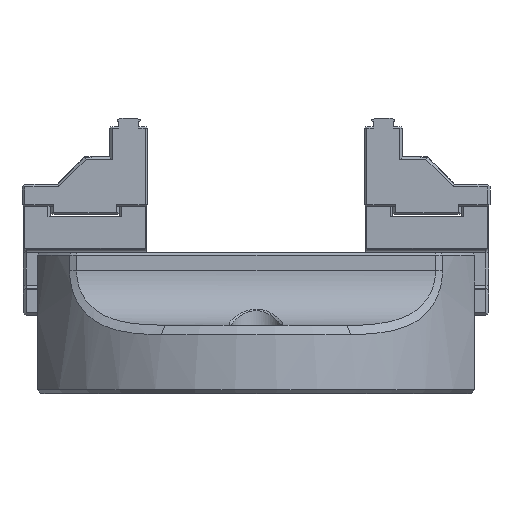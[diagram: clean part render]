
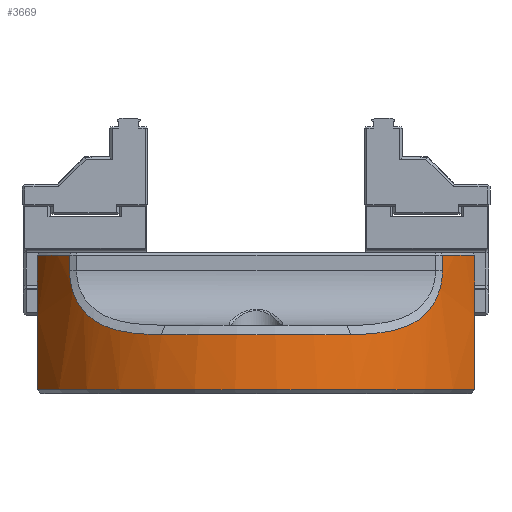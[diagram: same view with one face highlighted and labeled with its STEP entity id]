
A CAD part, front view. The second image highlights one B-rep face of the part: STEP entity #3669.
In plain terms, the highlighted cylindrical face has radius 90 mm (diameter 180 mm), a partial arc.
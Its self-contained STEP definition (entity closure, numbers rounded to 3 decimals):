
#1114=CYLINDRICAL_SURFACE('',#25776,90.);
#1783=B_SPLINE_CURVE_WITH_KNOTS('',3,(#45624,#45625,#45626,#45627,#45628,
#45629,#45630,#45631,#45632,#45633,#45634,#45635,#45636,#45637,#45638,#45639),
 .UNSPECIFIED.,.F.,.F.,(4,2,2,2,2,2,2,4),(0.,0.25,0.375,0.5,0.625,0.75,0.875,
1.),.UNSPECIFIED.);
#1784=B_SPLINE_CURVE_WITH_KNOTS('',3,(#45643,#45644,#45645,#45646,#45647,
#45648,#45649,#45650,#45651,#45652,#45653,#45654,#45655,#45656),.UNSPECIFIED.,
 .F.,.F.,(4,2,2,2,2,2,4),(0.,0.125,0.25,0.375,0.5,0.75,1.),.UNSPECIFIED.);
#2466=CIRCLE('',#25768,90.);
#2467=CIRCLE('',#25769,90.);
#2468=CIRCLE('',#25770,90.);
#2469=CIRCLE('',#25771,90.);
#2470=CIRCLE('',#25772,90.);
#2471=CIRCLE('',#25773,90.);
#2472=CIRCLE('',#25774,90.);
#2473=CIRCLE('',#25775,90.);
#3669=ADVANCED_FACE('',(#5652),#1114,.T.);
#5652=FACE_OUTER_BOUND('',#6981,.T.);
#6981=EDGE_LOOP('',(#13186,#13187,#13188,#13189,#13190,#13191,#13192,#13193,
#13194,#13195,#13196,#13197,#13198,#13199,#13200,#13201,#13202,#13203));
#13186=ORIENTED_EDGE('',*,*,#19530,.T.);
#13187=ORIENTED_EDGE('',*,*,#19603,.T.);
#13188=ORIENTED_EDGE('',*,*,#19604,.T.);
#13189=ORIENTED_EDGE('',*,*,#19605,.T.);
#13190=ORIENTED_EDGE('',*,*,#19570,.T.);
#13191=ORIENTED_EDGE('',*,*,#19606,.F.);
#13192=ORIENTED_EDGE('',*,*,#19607,.F.);
#13193=ORIENTED_EDGE('',*,*,#19608,.F.);
#13194=ORIENTED_EDGE('',*,*,#19609,.F.);
#13195=ORIENTED_EDGE('',*,*,#19610,.F.);
#13196=ORIENTED_EDGE('',*,*,#19611,.F.);
#13197=ORIENTED_EDGE('',*,*,#19612,.F.);
#13198=ORIENTED_EDGE('',*,*,#19516,.T.);
#13199=ORIENTED_EDGE('',*,*,#19613,.T.);
#13200=ORIENTED_EDGE('',*,*,#19614,.T.);
#13201=ORIENTED_EDGE('',*,*,#19615,.T.);
#13202=ORIENTED_EDGE('',*,*,#19521,.T.);
#13203=ORIENTED_EDGE('',*,*,#19616,.T.);
#16214=VERTEX_POINT('',#45433);
#16216=VERTEX_POINT('',#45436);
#16220=VERTEX_POINT('',#45446);
#16221=VERTEX_POINT('',#45447);
#16228=VERTEX_POINT('',#45463);
#16230=VERTEX_POINT('',#45466);
#16266=VERTEX_POINT('',#45547);
#16267=VERTEX_POINT('',#45548);
#16298=VERTEX_POINT('',#45616);
#16299=VERTEX_POINT('',#45618);
#16300=VERTEX_POINT('',#45621);
#16301=VERTEX_POINT('',#45623);
#16302=VERTEX_POINT('',#45640);
#16303=VERTEX_POINT('',#45642);
#16304=VERTEX_POINT('',#45657);
#16305=VERTEX_POINT('',#45659);
#16306=VERTEX_POINT('',#45662);
#16307=VERTEX_POINT('',#45664);
#19516=EDGE_CURVE('',#16216,#16214,#21724,.T.);
#19521=EDGE_CURVE('',#16220,#16221,#21729,.T.);
#19530=EDGE_CURVE('',#16230,#16228,#21736,.T.);
#19570=EDGE_CURVE('',#16266,#16267,#21770,.T.);
#19603=EDGE_CURVE('',#16228,#16298,#2466,.T.);
#19604=EDGE_CURVE('',#16298,#16299,#21787,.T.);
#19605=EDGE_CURVE('',#16299,#16266,#2467,.T.);
#19606=EDGE_CURVE('',#16300,#16267,#2468,.T.);
#19607=EDGE_CURVE('',#16301,#16300,#21788,.T.);
#19608=EDGE_CURVE('',#16302,#16301,#1783,.T.);
#19609=EDGE_CURVE('',#16303,#16302,#2469,.T.);
#19610=EDGE_CURVE('',#16304,#16303,#1784,.T.);
#19611=EDGE_CURVE('',#16305,#16304,#21789,.T.);
#19612=EDGE_CURVE('',#16216,#16305,#2470,.T.);
#19613=EDGE_CURVE('',#16214,#16306,#2471,.T.);
#19614=EDGE_CURVE('',#16306,#16307,#21790,.T.);
#19615=EDGE_CURVE('',#16307,#16220,#2472,.T.);
#19616=EDGE_CURVE('',#16221,#16230,#2473,.T.);
#21724=LINE('',#45435,#23684);
#21729=LINE('',#45445,#23689);
#21736=LINE('',#45465,#23696);
#21770=LINE('',#45546,#23730);
#21787=LINE('',#45617,#23747);
#21788=LINE('',#45622,#23748);
#21789=LINE('',#45658,#23749);
#21790=LINE('',#45663,#23750);
#23684=VECTOR('',#31174,1.);
#23689=VECTOR('',#31181,1.);
#23696=VECTOR('',#31194,1.);
#23730=VECTOR('',#31250,1.);
#23747=VECTOR('',#31309,1.);
#23748=VECTOR('',#31314,1.);
#23749=VECTOR('',#31317,1.);
#23750=VECTOR('',#31322,1.);
#25768=AXIS2_PLACEMENT_3D('',#45615,#31307,#31308);
#25769=AXIS2_PLACEMENT_3D('',#45619,#31310,#31311);
#25770=AXIS2_PLACEMENT_3D('',#45620,#31312,#31313);
#25771=AXIS2_PLACEMENT_3D('',#45641,#31315,#31316);
#25772=AXIS2_PLACEMENT_3D('',#45660,#31318,#31319);
#25773=AXIS2_PLACEMENT_3D('',#45661,#31320,#31321);
#25774=AXIS2_PLACEMENT_3D('',#45665,#31323,#31324);
#25775=AXIS2_PLACEMENT_3D('',#45666,#31325,#31326);
#25776=AXIS2_PLACEMENT_3D('',#45667,#31327,#31328);
#31174=DIRECTION('',(0.,0.,-1.));
#31181=DIRECTION('',(0.,0.,-1.));
#31194=DIRECTION('',(0.,0.,1.));
#31250=DIRECTION('',(0.,0.,1.));
#31307=DIRECTION('',(0.,0.,-1.));
#31308=DIRECTION('',(-1.,0.,0.));
#31309=DIRECTION('',(0.,0.,1.));
#31310=DIRECTION('',(0.,0.,1.));
#31311=DIRECTION('',(0.,-1.,0.));
#31312=DIRECTION('',(0.,0.,1.));
#31313=DIRECTION('',(-1.,0.,0.));
#31314=DIRECTION('',(0.,0.,1.));
#31315=DIRECTION('',(0.,0.,1.));
#31316=DIRECTION('',(-1.,0.,0.));
#31317=DIRECTION('',(0.,0.,-1.));
#31318=DIRECTION('',(0.,0.,1.));
#31319=DIRECTION('',(-1.,0.,0.));
#31320=DIRECTION('',(0.,0.,1.));
#31321=DIRECTION('',(0.,-1.,0.));
#31322=DIRECTION('',(0.,0.,-1.));
#31323=DIRECTION('',(0.,0.,-1.));
#31324=DIRECTION('',(-1.,0.,0.));
#31325=DIRECTION('',(0.,0.,1.));
#31326=DIRECTION('',(-1.,0.,0.));
#31327=DIRECTION('',(0.,0.,1.));
#31328=DIRECTION('',(1.,0.,0.));
#45433=CARTESIAN_POINT('',(20.,408.769,102.5));
#45435=CARTESIAN_POINT('',(20.,408.769,89.45));
#45436=CARTESIAN_POINT('',(20.,408.769,114.5));
#45445=CARTESIAN_POINT('',(20.,408.769,89.45));
#45446=CARTESIAN_POINT('',(20.,408.769,92.5));
#45447=CARTESIAN_POINT('',(20.,408.769,65.4));
#45463=CARTESIAN_POINT('',(180.,408.769,92.5));
#45465=CARTESIAN_POINT('',(180.,408.769,89.45));
#45466=CARTESIAN_POINT('',(180.,408.769,65.4));
#45546=CARTESIAN_POINT('',(180.,408.769,89.45));
#45547=CARTESIAN_POINT('',(180.,408.769,102.5));
#45548=CARTESIAN_POINT('',(180.,408.769,114.5));
#45615=CARTESIAN_POINT('',(100.,450.,92.5));
#45616=CARTESIAN_POINT('',(179.737,408.263,92.5));
#45617=CARTESIAN_POINT('',(179.737,408.263,97.75));
#45618=CARTESIAN_POINT('',(179.737,408.263,102.5));
#45619=CARTESIAN_POINT('',(100.,450.,102.5));
#45620=CARTESIAN_POINT('',(100.,450.,114.5));
#45621=CARTESIAN_POINT('',(168.103,391.161,114.5));
#45622=CARTESIAN_POINT('',(168.103,391.161,53.9));
#45623=CARTESIAN_POINT('',(168.103,391.161,108.9));
#45624=CARTESIAN_POINT('',(134.568,366.903,85.546));
#45625=CARTESIAN_POINT('',(138.706,368.623,85.547));
#45626=CARTESIAN_POINT('',(142.742,370.676,85.719));
#45627=CARTESIAN_POINT('',(148.394,374.086,86.565));
#45628=CARTESIAN_POINT('',(150.228,375.289,86.947));
#45629=CARTESIAN_POINT('',(153.763,377.79,87.988));
#45630=CARTESIAN_POINT('',(155.482,379.106,88.659));
#45631=CARTESIAN_POINT('',(158.655,381.708,90.339));
#45632=CARTESIAN_POINT('',(160.131,383.01,91.35));
#45633=CARTESIAN_POINT('',(162.836,385.54,93.849));
#45634=CARTESIAN_POINT('',(164.015,386.721,95.29));
#45635=CARTESIAN_POINT('',(166.004,388.799,98.659));
#45636=CARTESIAN_POINT('',(166.773,389.65,100.513));
#45637=CARTESIAN_POINT('',(167.835,390.848,104.598));
#45638=CARTESIAN_POINT('',(168.101,391.16,106.716));
#45639=CARTESIAN_POINT('',(168.103,391.161,108.9));
#45640=CARTESIAN_POINT('',(134.568,366.903,85.546));
#45641=CARTESIAN_POINT('',(100.,450.,85.546));
#45642=CARTESIAN_POINT('',(65.432,366.903,85.546));
#45643=CARTESIAN_POINT('',(31.897,391.161,108.9));
#45644=CARTESIAN_POINT('',(31.899,391.16,106.699));
#45645=CARTESIAN_POINT('',(32.167,390.845,104.588));
#45646=CARTESIAN_POINT('',(33.225,389.653,100.521));
#45647=CARTESIAN_POINT('',(34.003,388.793,98.647));
#45648=CARTESIAN_POINT('',(35.981,386.726,95.298));
#45649=CARTESIAN_POINT('',(37.181,385.525,93.835));
#45650=CARTESIAN_POINT('',(39.845,383.032,91.371));
#45651=CARTESIAN_POINT('',(41.357,381.697,90.33));
#45652=CARTESIAN_POINT('',(46.138,377.779,87.807));
#45653=CARTESIAN_POINT('',(49.767,375.191,86.834));
#45654=CARTESIAN_POINT('',(57.315,370.646,85.716));
#45655=CARTESIAN_POINT('',(61.287,368.628,85.548));
#45656=CARTESIAN_POINT('',(65.432,366.903,85.546));
#45657=CARTESIAN_POINT('',(31.897,391.161,108.9));
#45658=CARTESIAN_POINT('',(31.897,391.161,53.9));
#45659=CARTESIAN_POINT('',(31.897,391.161,114.5));
#45660=CARTESIAN_POINT('',(100.,450.,114.5));
#45661=CARTESIAN_POINT('',(100.,450.,102.5));
#45662=CARTESIAN_POINT('',(20.263,408.263,102.5));
#45663=CARTESIAN_POINT('',(20.263,408.263,97.75));
#45664=CARTESIAN_POINT('',(20.263,408.263,92.5));
#45665=CARTESIAN_POINT('',(100.,450.,92.5));
#45666=CARTESIAN_POINT('',(100.,450.,65.4));
#45667=CARTESIAN_POINT('',(100.,450.,53.9));
